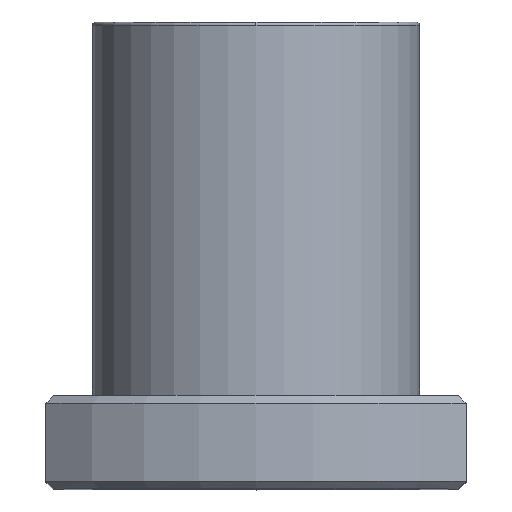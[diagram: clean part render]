
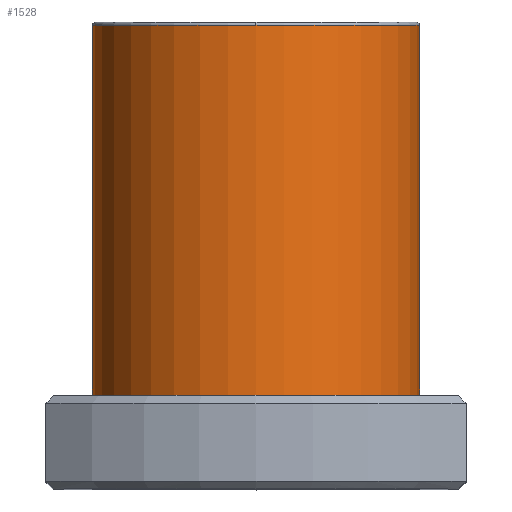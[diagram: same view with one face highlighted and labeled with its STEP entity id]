
A CAD part, top view. The second image highlights one B-rep face of the part: STEP entity #1528.
In plain terms, the highlighted cylindrical face has radius 10.5 mm (diameter 21 mm), a partial arc.
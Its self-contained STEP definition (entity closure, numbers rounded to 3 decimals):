
#1092=CARTESIAN_POINT('Axis2P3D Location',(0.,-9.,0.)) ;
#1096=CARTESIAN_POINT('Vertex',(-10.5,-9.,0.)) ;
#1098=CARTESIAN_POINT('Vertex',(10.5,-9.,0.)) ;
#1251=CARTESIAN_POINT('Vertex',(0.,14.8,10.5)) ;
#1254=CARTESIAN_POINT('Axis2P3D Location',(0.,14.8,0.)) ;
#1258=CARTESIAN_POINT('Vertex',(10.5,14.8,0.)) ;
#1296=CARTESIAN_POINT('Vertex',(-10.5,14.8,0.)) ;
#1299=CARTESIAN_POINT('Axis2P3D Location',(0.,14.8,0.)) ;
#1498=CARTESIAN_POINT('Line Origine',(-10.5,-10.775,0.)) ;
#1503=CARTESIAN_POINT('Line Origine',(10.5,-10.775,0.)) ;
#1516=CARTESIAN_POINT('Axis2P3D Location',(0.,-10.775,0.)) ;
#1093=DIRECTION('Axis2P3D Direction',(0.,1.,0.)) ;
#1255=DIRECTION('Axis2P3D Direction',(0.,-1.,0.)) ;
#1300=DIRECTION('Axis2P3D Direction',(0.,-1.,0.)) ;
#1499=DIRECTION('Vector Direction',(0.,-1.,0.)) ;
#1504=DIRECTION('Vector Direction',(0.,-1.,0.)) ;
#1517=DIRECTION('Axis2P3D Direction',(0.,-1.,0.)) ;
#1518=DIRECTION('Axis2P3D XDirection',(1.,0.,0.)) ;
#1094=AXIS2_PLACEMENT_3D('Circle Axis2P3D',#1092,#1093,$) ;
#1256=AXIS2_PLACEMENT_3D('Circle Axis2P3D',#1254,#1255,$) ;
#1301=AXIS2_PLACEMENT_3D('Circle Axis2P3D',#1299,#1300,$) ;
#1519=AXIS2_PLACEMENT_3D('Cylinder Axis2P3D',#1516,#1517,#1518) ;
#1522=ORIENTED_EDGE('',*,*,#1507,.T.) ;
#1523=ORIENTED_EDGE('',*,*,#1260,.T.) ;
#1524=ORIENTED_EDGE('',*,*,#1303,.T.) ;
#1525=ORIENTED_EDGE('',*,*,#1502,.T.) ;
#1526=ORIENTED_EDGE('',*,*,#1100,.T.) ;
#1500=VECTOR('Line Direction',#1499,1.) ;
#1505=VECTOR('Line Direction',#1504,1.) ;
#1528=ADVANCED_FACE('\X2\C194B9ACB4DC\X0\1',(#1527),#1520,.T.) ;
#1095=CIRCLE('generated circle',#1094,10.5) ;
#1257=CIRCLE('generated circle',#1256,10.5) ;
#1302=CIRCLE('generated circle',#1301,10.5) ;
#1520=CYLINDRICAL_SURFACE('generated cylinder',#1519,10.5) ;
#1100=EDGE_CURVE('',#1097,#1099,#1095,.T.) ;
#1260=EDGE_CURVE('',#1259,#1252,#1257,.T.) ;
#1303=EDGE_CURVE('',#1252,#1297,#1302,.T.) ;
#1502=EDGE_CURVE('',#1297,#1097,#1501,.T.) ;
#1507=EDGE_CURVE('',#1099,#1259,#1506,.F.) ;
#1521=EDGE_LOOP('',(#1522,#1523,#1524,#1525,#1526)) ;
#1527=FACE_OUTER_BOUND('',#1521,.T.) ;
#1501=LINE('Line',#1498,#1500) ;
#1506=LINE('Line',#1503,#1505) ;
#1097=VERTEX_POINT('',#1096) ;
#1099=VERTEX_POINT('',#1098) ;
#1252=VERTEX_POINT('',#1251) ;
#1259=VERTEX_POINT('',#1258) ;
#1297=VERTEX_POINT('',#1296) ;
